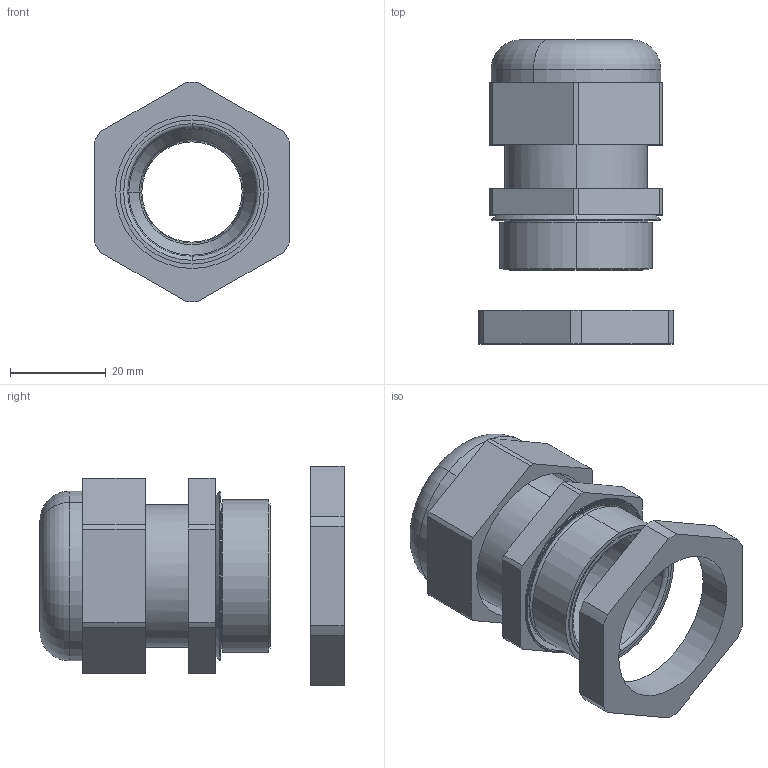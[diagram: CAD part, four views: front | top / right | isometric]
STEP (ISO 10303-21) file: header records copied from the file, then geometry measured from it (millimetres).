
FILE_DESCRIPTION (( 'STEP AP214' ), '1' );
FILE_NAME ('7205666.STP', '2018-10-02T08:00:29', ( '' ), ( '' ), 'SwSTEP 2.0', 'SolidWorks 2018', '' );
FILE_SCHEMA (( 'AUTOMOTIVE_DESIGN' ));
Length unit declared in the file: millimetre
Products named in the file (5): 7205666; 0005938_grafische Darstellung; EV501_M32; 0005937_grafische Darstellung; 0074052_M32x1,5 (grafische Darstellung)
Assembly tree (4 placements, depth 2):
  7205666
    0005938_grafische Darstellung
    EV501_M32
    0005937_grafische Darstellung
    0074052_M32x1,5 (grafische Darstellung)
Bounding box: 41 x 63.65 x 45.99 mm (x, y, z)
Volume: 23135 mm3; surface area: 20724.6 mm2
Topology: 4 solids, 4 shells, 343 faces, 921 edges, 593 vertices
Faces by surface type: plane 141, cylinder 100, torus 73, cone 29
Entity records: 11535 total; most frequent: CARTESIAN_POINT 2921, ORIENTED_EDGE 1842, DIRECTION 1745, EDGE_CURVE 921, AXIS2_PLACEMENT_3D 691, VERTEX_POINT 593, VECTOR 363, LINE 363
